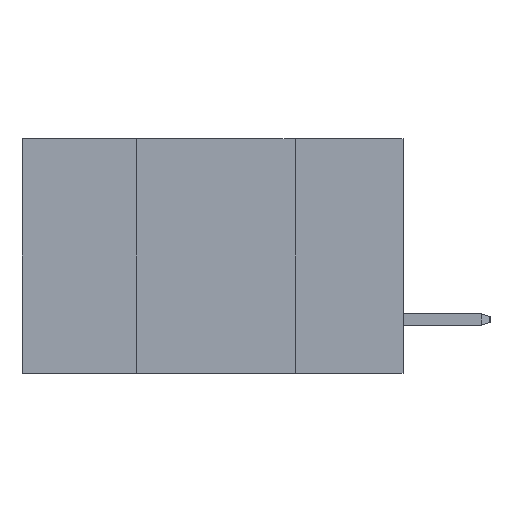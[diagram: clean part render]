
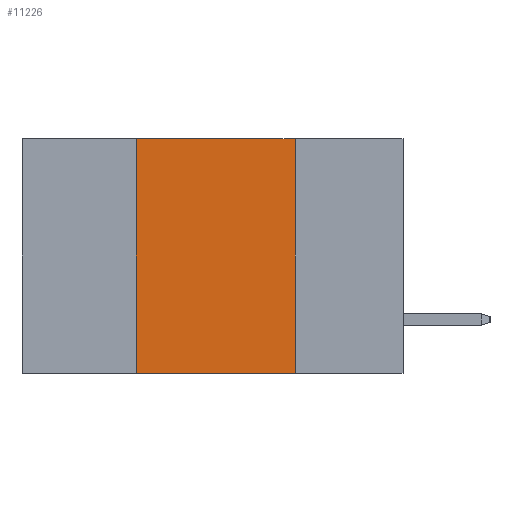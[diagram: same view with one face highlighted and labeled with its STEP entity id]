
A CAD part, left-side view. The second image highlights one B-rep face of the part: STEP entity #11226.
In plain terms, the highlighted planar face has unit normal (-1, 0, 0).
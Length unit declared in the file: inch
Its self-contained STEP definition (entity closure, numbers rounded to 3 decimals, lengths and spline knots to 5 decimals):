
#304 = VECTOR ( 'NONE', #10876, 39.37008 ) ;
#363 = CARTESIAN_POINT ( 'NONE',  ( 0., 0.42, 0. ) ) ;
#482 = ORIENTED_EDGE ( 'NONE', *, *, #13446, .F. ) ;
#1306 = CARTESIAN_POINT ( 'NONE',  ( 0., 0.17, 0. ) ) ;
#1404 = LINE ( 'NONE', #13392, #9516 ) ;
#1744 = EDGE_CURVE ( 'NONE', #8115, #10483, #1404, .T. ) ;
#1952 = DIRECTION ( 'NONE',  ( 0., 0., 1. ) ) ;
#2250 = CARTESIAN_POINT ( 'NONE',  ( 0., 0.17, -0.37 ) ) ;
#2676 = PLANE ( 'NONE',  #18726 ) ;
#4352 = DIRECTION ( 'NONE',  ( 0., -1., 0. ) ) ;
#5514 = EDGE_CURVE ( 'NONE', #8165, #8115, #14250, .T. ) ;
#5943 = DIRECTION ( 'NONE',  ( 1., 0., 0. ) ) ;
#6255 = EDGE_CURVE ( 'NONE', #8165, #12795, #17762, .T. ) ;
#6705 = ORIENTED_EDGE ( 'NONE', *, *, #6255, .T. ) ;
#7004 = CARTESIAN_POINT ( 'NONE',  ( 0., 0.6, -0.37 ) ) ;
#7245 = VECTOR ( 'NONE', #1952, 39.37008 ) ;
#7914 = VECTOR ( 'NONE', #17859, 39.37008 ) ;
#8115 = VERTEX_POINT ( 'NONE', #363 ) ;
#8165 = VERTEX_POINT ( 'NONE', #9425 ) ;
#9425 = CARTESIAN_POINT ( 'NONE',  ( 0., 0.42, -0.37 ) ) ;
#9516 = VECTOR ( 'NONE', #4352, 39.37008 ) ;
#10337 = EDGE_LOOP ( 'NONE', ( #482, #19528, #11217, #6705 ) ) ;
#10483 = VERTEX_POINT ( 'NONE', #12087 ) ;
#10769 = LINE ( 'NONE', #1306, #304 ) ;
#10876 = DIRECTION ( 'NONE',  ( 0., 0., -1. ) ) ;
#11217 = ORIENTED_EDGE ( 'NONE', *, *, #5514, .F. ) ;
#11226 = ADVANCED_FACE ( 'NONE', ( #19840 ), #2676, .F. ) ;
#12087 = CARTESIAN_POINT ( 'NONE',  ( 0., 0.17, 0. ) ) ;
#12146 = DIRECTION ( 'NONE',  ( 0., 0., -1. ) ) ;
#12795 = VERTEX_POINT ( 'NONE', #2250 ) ;
#13392 = CARTESIAN_POINT ( 'NONE',  ( 0., 0.6, 0. ) ) ;
#13446 = EDGE_CURVE ( 'NONE', #10483, #12795, #10769, .T. ) ;
#14250 = LINE ( 'NONE', #15876, #7245 ) ;
#15073 = CARTESIAN_POINT ( 'NONE',  ( 0., 0.6, 0. ) ) ;
#15876 = CARTESIAN_POINT ( 'NONE',  ( 0., 0.42, 0. ) ) ;
#17762 = LINE ( 'NONE', #7004, #7914 ) ;
#17859 = DIRECTION ( 'NONE',  ( 0., -1., 0. ) ) ;
#18726 = AXIS2_PLACEMENT_3D ( 'NONE', #15073, #5943, #12146 ) ;
#19528 = ORIENTED_EDGE ( 'NONE', *, *, #1744, .F. ) ;
#19840 = FACE_OUTER_BOUND ( 'NONE', #10337, .T. ) ;
